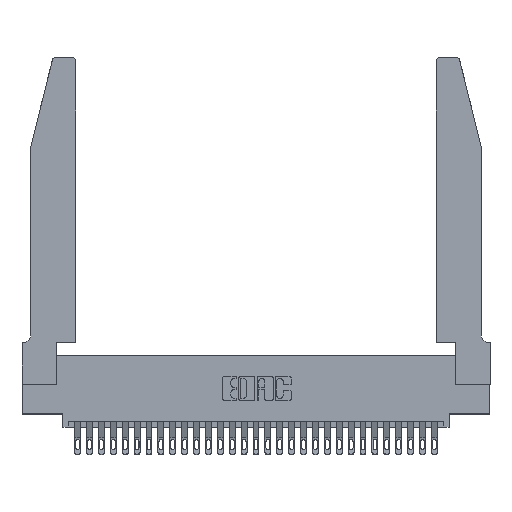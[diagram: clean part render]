
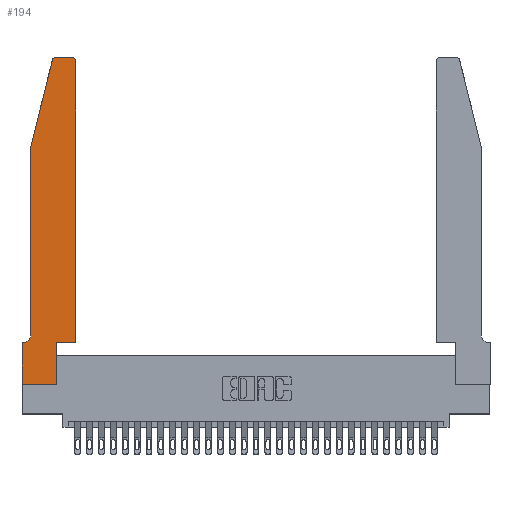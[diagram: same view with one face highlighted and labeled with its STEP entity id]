
A CAD part, top view. The second image highlights one B-rep face of the part: STEP entity #194.
In plain terms, the highlighted planar face has unit normal (0, 0, 1).
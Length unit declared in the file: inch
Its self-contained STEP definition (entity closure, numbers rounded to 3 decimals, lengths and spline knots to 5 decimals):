
#180 = CARTESIAN_POINT ( 'NONE',  ( 0.2865, 0.35, 0.37 ) ) ;
#194 = ADVANCED_FACE ( 'NONE', ( #1147 ), #24589, .T. ) ;
#444 = VERTEX_POINT ( 'NONE', #24671 ) ;
#786 = DIRECTION ( 'NONE',  ( 0., 0., 1. ) ) ;
#1050 = ORIENTED_EDGE ( 'NONE', *, *, #12152, .T. ) ;
#1147 = FACE_OUTER_BOUND ( 'NONE', #3272, .T. ) ;
#1154 = CARTESIAN_POINT ( 'NONE',  ( 0.4505, 2.72, 0.37 ) ) ;
#1555 = EDGE_CURVE ( 'NONE', #20047, #6381, #18357, .T. ) ;
#1747 = LINE ( 'NONE', #18315, #26492 ) ;
#1852 = EDGE_CURVE ( 'NONE', #16432, #21745, #30503, .T. ) ;
#2210 = AXIS2_PLACEMENT_3D ( 'NONE', #11240, #29250, #23422 ) ;
#2586 = ORIENTED_EDGE ( 'NONE', *, *, #14772, .T. ) ;
#2953 = ORIENTED_EDGE ( 'NONE', *, *, #27313, .T. ) ;
#3272 = EDGE_LOOP ( 'NONE', ( #2953, #15862, #23594, #5212, #24326, #1050, #13982, #2586, #21753, #3356, #23238, #17719 ) ) ;
#3293 = AXIS2_PLACEMENT_3D ( 'NONE', #15365, #786, #17730 ) ;
#3312 = VERTEX_POINT ( 'NONE', #9298 ) ;
#3353 = VECTOR ( 'NONE', #15128, 39.37008 ) ;
#3355 = VECTOR ( 'NONE', #22091, 39.37008 ) ;
#3356 = ORIENTED_EDGE ( 'NONE', *, *, #14166, .T. ) ;
#3432 = VECTOR ( 'NONE', #19453, 39.37008 ) ;
#3998 = DIRECTION ( 'NONE',  ( 0., 0., -1. ) ) ;
#4371 = CARTESIAN_POINT ( 'NONE',  ( 0., 0.35, 0.37 ) ) ;
#5212 = ORIENTED_EDGE ( 'NONE', *, *, #1852, .T. ) ;
#5283 = CARTESIAN_POINT ( 'NONE',  ( 0.4505, 0.35, 0.37 ) ) ;
#5847 = VERTEX_POINT ( 'NONE', #30326 ) ;
#6217 = EDGE_CURVE ( 'NONE', #17010, #30814, #18479, .T. ) ;
#6244 = CARTESIAN_POINT ( 'NONE',  ( 0.2605, 2.75, 0.37 ) ) ;
#6253 = LINE ( 'NONE', #6244, #29434 ) ;
#6381 = VERTEX_POINT ( 'NONE', #8969 ) ;
#6625 = CARTESIAN_POINT ( 'NONE',  ( 0.4205, 2.75, 0.37 ) ) ;
#6723 = EDGE_CURVE ( 'NONE', #6381, #16432, #28787, .T. ) ;
#6996 = CARTESIAN_POINT ( 'NONE',  ( 0.0755, 2., 0.37 ) ) ;
#7060 = DIRECTION ( 'NONE',  ( 0., -1., 0. ) ) ;
#8969 = CARTESIAN_POINT ( 'NONE',  ( 0.25487, 2.72718, 0.37 ) ) ;
#9130 = DIRECTION ( 'NONE',  ( 1., 0., 0. ) ) ;
#9256 = DIRECTION ( 'NONE',  ( 1., 0., 0. ) ) ;
#9298 = CARTESIAN_POINT ( 'NONE',  ( 0.4505, 0.35, 0.37 ) ) ;
#10657 = LINE ( 'NONE', #16993, #3432 ) ;
#10864 = VECTOR ( 'NONE', #9256, 39.37008 ) ;
#11000 = VERTEX_POINT ( 'NONE', #4371 ) ;
#11189 = DIRECTION ( 'NONE',  ( 0., 1., 0. ) ) ;
#11240 = CARTESIAN_POINT ( 'NONE',  ( 0., 0.35, 0.37 ) ) ;
#12152 = EDGE_CURVE ( 'NONE', #5847, #11000, #25766, .T. ) ;
#12515 = VERTEX_POINT ( 'NONE', #12935 ) ;
#12935 = CARTESIAN_POINT ( 'NONE',  ( 0., 0., 0.37 ) ) ;
#13982 = ORIENTED_EDGE ( 'NONE', *, *, #17953, .T. ) ;
#14102 = DIRECTION ( 'NONE',  ( -1., 0., 0. ) ) ;
#14166 = EDGE_CURVE ( 'NONE', #20317, #3312, #26753, .T. ) ;
#14772 = EDGE_CURVE ( 'NONE', #12515, #444, #22036, .T. ) ;
#15128 = DIRECTION ( 'NONE',  ( -0.239, -0.971, 0. ) ) ;
#15365 = CARTESIAN_POINT ( 'NONE',  ( 0.4205, 2.72, 0.37 ) ) ;
#15862 = ORIENTED_EDGE ( 'NONE', *, *, #1555, .T. ) ;
#15949 = CARTESIAN_POINT ( 'NONE',  ( 0.0755, 2., 0.37 ) ) ;
#16432 = VERTEX_POINT ( 'NONE', #15949 ) ;
#16993 = CARTESIAN_POINT ( 'NONE',  ( 0., 0., 0.37 ) ) ;
#17010 = VERTEX_POINT ( 'NONE', #1154 ) ;
#17719 = ORIENTED_EDGE ( 'NONE', *, *, #6217, .T. ) ;
#17730 = DIRECTION ( 'NONE',  ( 1., 0., 0. ) ) ;
#17953 = EDGE_CURVE ( 'NONE', #11000, #12515, #10657, .T. ) ;
#18315 = CARTESIAN_POINT ( 'NONE',  ( 0.2865, 0.35, 0.37 ) ) ;
#18357 = CIRCLE ( 'NONE', #19780, 0.03 ) ;
#18454 = CARTESIAN_POINT ( 'NONE',  ( 0.0055, 0.42, 0.37 ) ) ;
#18479 = CIRCLE ( 'NONE', #3293, 0.03 ) ;
#18878 = DIRECTION ( 'NONE',  ( 1., 0., 0. ) ) ;
#19453 = DIRECTION ( 'NONE',  ( 0., -1., 0. ) ) ;
#19780 = AXIS2_PLACEMENT_3D ( 'NONE', #28246, #28199, #9130 ) ;
#19863 = CIRCLE ( 'NONE', #29377, 0.07 ) ;
#20047 = VERTEX_POINT ( 'NONE', #27290 ) ;
#20230 = VECTOR ( 'NONE', #14102, 39.37008 ) ;
#20317 = VERTEX_POINT ( 'NONE', #180 ) ;
#20463 = VECTOR ( 'NONE', #18878, 39.37008 ) ;
#20817 = DIRECTION ( 'NONE',  ( -1., 0., 0. ) ) ;
#20879 = EDGE_CURVE ( 'NONE', #444, #20317, #1747, .T. ) ;
#21745 = VERTEX_POINT ( 'NONE', #29395 ) ;
#21752 = LINE ( 'NONE', #5283, #3355 ) ;
#21753 = ORIENTED_EDGE ( 'NONE', *, *, #20879, .T. ) ;
#22036 = LINE ( 'NONE', #25938, #10864 ) ;
#22091 = DIRECTION ( 'NONE',  ( 0., 1., 0. ) ) ;
#23238 = ORIENTED_EDGE ( 'NONE', *, *, #26257, .T. ) ;
#23422 = DIRECTION ( 'NONE',  ( 1., 0., 0. ) ) ;
#23594 = ORIENTED_EDGE ( 'NONE', *, *, #6723, .T. ) ;
#24326 = ORIENTED_EDGE ( 'NONE', *, *, #27045, .T. ) ;
#24589 = PLANE ( 'NONE',  #2210 ) ;
#24671 = CARTESIAN_POINT ( 'NONE',  ( 0.2865, 0., 0.37 ) ) ;
#25766 = LINE ( 'NONE', #28286, #20230 ) ;
#25905 = CARTESIAN_POINT ( 'NONE',  ( 0.4505, 0.35, 0.37 ) ) ;
#25938 = CARTESIAN_POINT ( 'NONE',  ( 0., 0., 0.37 ) ) ;
#26257 = EDGE_CURVE ( 'NONE', #3312, #17010, #21752, .T. ) ;
#26492 = VECTOR ( 'NONE', #11189, 39.37008 ) ;
#26753 = LINE ( 'NONE', #25905, #20463 ) ;
#26882 = CARTESIAN_POINT ( 'NONE',  ( 0.0755, 2., 0.37 ) ) ;
#27045 = EDGE_CURVE ( 'NONE', #21745, #5847, #19863, .T. ) ;
#27290 = CARTESIAN_POINT ( 'NONE',  ( 0.284, 2.75, 0.37 ) ) ;
#27313 = EDGE_CURVE ( 'NONE', #30814, #20047, #6253, .T. ) ;
#28199 = DIRECTION ( 'NONE',  ( 0., 0., 1. ) ) ;
#28246 = CARTESIAN_POINT ( 'NONE',  ( 0.284, 2.72, 0.37 ) ) ;
#28286 = CARTESIAN_POINT ( 'NONE',  ( 0.0755, 0.35, 0.37 ) ) ;
#28312 = VECTOR ( 'NONE', #7060, 39.37008 ) ;
#28765 = DIRECTION ( 'NONE',  ( -1., 0., 0. ) ) ;
#28787 = LINE ( 'NONE', #26882, #3353 ) ;
#29250 = DIRECTION ( 'NONE',  ( 0., 0., 1. ) ) ;
#29377 = AXIS2_PLACEMENT_3D ( 'NONE', #18454, #3998, #20817 ) ;
#29395 = CARTESIAN_POINT ( 'NONE',  ( 0.0755, 0.42, 0.37 ) ) ;
#29434 = VECTOR ( 'NONE', #28765, 39.37008 ) ;
#30326 = CARTESIAN_POINT ( 'NONE',  ( 0.0055, 0.35, 0.37 ) ) ;
#30503 = LINE ( 'NONE', #6996, #28312 ) ;
#30814 = VERTEX_POINT ( 'NONE', #6625 ) ;
